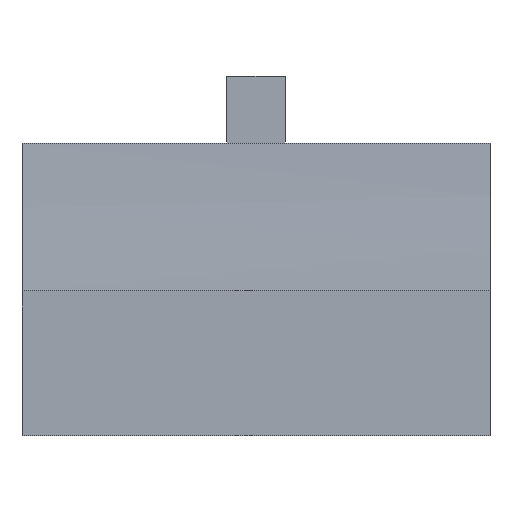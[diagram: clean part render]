
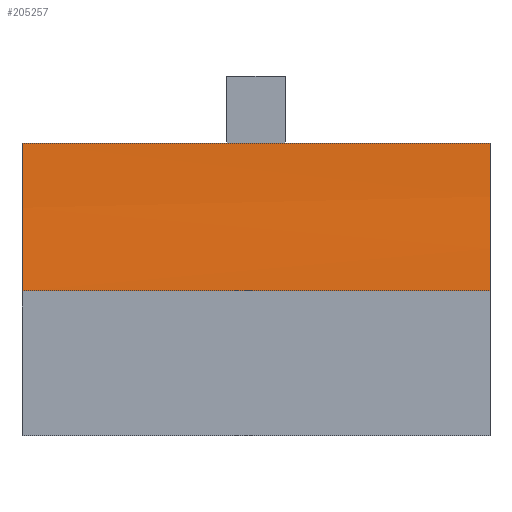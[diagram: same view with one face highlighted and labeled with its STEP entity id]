
A CAD part, front view. The second image highlights one B-rep face of the part: STEP entity #205257.
In plain terms, the highlighted free-form (B-spline) face has degree [3, 1] with [7, 2] control points.
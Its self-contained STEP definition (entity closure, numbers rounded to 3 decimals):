
#205127 = EDGE_CURVE('',#205128,#205130,#205132,.T.);
#205128 = VERTEX_POINT('',#205129);
#205129 = CARTESIAN_POINT('',(-258870.315,-2588.703,
    23298.328));
#205130 = VERTEX_POINT('',#205131);
#205131 = CARTESIAN_POINT('',(-258870.315,-15532.219,
    -140249.112));
#205132 = B_SPLINE_CURVE_WITH_KNOTS('',3,(#205133,#205134,#205135,
    #205136,#205137,#205138,#205139),.UNSPECIFIED.,.F.,.F.,(4,1,1,1,4),(
    0.,0.195,0.329,0.491,1.),.UNSPECIFIED.);
#205133 = CARTESIAN_POINT('',(-258870.315,-2588.703,
    23298.328));
#205134 = CARTESIAN_POINT('',(-258870.315,-2588.703,
    12608.952));
#205135 = CARTESIAN_POINT('',(-258870.315,-4203.539,
    -6363.278));
#205136 = CARTESIAN_POINT('',(-258870.315,-5424.686,
    -33035.693));
#205137 = CARTESIAN_POINT('',(-258870.315,-8315.977,
    -75999.572));
#205138 = CARTESIAN_POINT('',(-258870.315,-15532.219,
    -112280.283));
#205139 = CARTESIAN_POINT('',(-258870.315,-15532.219,
    -140249.112));
#205196 = EDGE_CURVE('',#205197,#205199,#205201,.T.);
#205197 = VERTEX_POINT('',#205198);
#205198 = CARTESIAN_POINT('',(258870.315,-15532.219,
    -140249.112));
#205199 = VERTEX_POINT('',#205200);
#205200 = CARTESIAN_POINT('',(258870.315,-2588.703,
    23298.328));
#205201 = B_SPLINE_CURVE_WITH_KNOTS('',3,(#205202,#205203,#205204,
    #205205,#205206,#205207,#205208),.UNSPECIFIED.,.F.,.F.,(4,1,1,1,4),(
    0.,0.509,0.671,0.805,1.),.UNSPECIFIED.);
#205202 = CARTESIAN_POINT('',(258870.315,-15532.219,
    -140249.112));
#205203 = CARTESIAN_POINT('',(258870.315,-15532.219,
    -112280.283));
#205204 = CARTESIAN_POINT('',(258870.315,-8315.977,
    -75999.572));
#205205 = CARTESIAN_POINT('',(258870.315,-5424.686,
    -33035.693));
#205206 = CARTESIAN_POINT('',(258870.315,-4203.539,
    -6363.278));
#205207 = CARTESIAN_POINT('',(258870.315,-2588.703,
    12608.952));
#205208 = CARTESIAN_POINT('',(258870.315,-2588.703,
    23298.328));
#205230 = EDGE_CURVE('',#205197,#205130,#205231,.T.);
#205231 = B_SPLINE_CURVE_WITH_KNOTS('',1,(#205232,#205233),
  .UNSPECIFIED.,.F.,.F.,(2,2),(1130696.555,1530696.555),
  .PIECEWISE_BEZIER_KNOTS.);
#205232 = CARTESIAN_POINT('',(258870.315,-15532.219,
    -140249.112));
#205233 = CARTESIAN_POINT('',(-258870.315,-15532.219,
    -140249.112));
#205246 = EDGE_CURVE('',#205128,#205199,#205247,.T.);
#205247 = B_SPLINE_CURVE_WITH_KNOTS('',1,(#205248,#205249),
  .UNSPECIFIED.,.F.,.F.,(2,2),(0.,400000.),.PIECEWISE_BEZIER_KNOTS.);
#205248 = CARTESIAN_POINT('',(-258870.315,-2588.703,
    23298.328));
#205249 = CARTESIAN_POINT('',(258870.315,-2588.703,
    23298.328));
#205257 = ADVANCED_FACE('',(#205258),#205264,.F.);
#205258 = FACE_BOUND('',#205259,.F.);
#205259 = EDGE_LOOP('',(#205260,#205261,#205262,#205263));
#205260 = ORIENTED_EDGE('',*,*,#205196,.F.);
#205261 = ORIENTED_EDGE('',*,*,#205230,.T.);
#205262 = ORIENTED_EDGE('',*,*,#205127,.F.);
#205263 = ORIENTED_EDGE('',*,*,#205246,.T.);
#205264 = B_SPLINE_SURFACE_WITH_KNOTS('',3,1,(
    (#205265,#205266)
    ,(#205267,#205268)
    ,(#205269,#205270)
    ,(#205271,#205272)
    ,(#205273,#205274)
    ,(#205275,#205276)
    ,(#205277,#205278
    )),.UNSPECIFIED.,.F.,.F.,.F.,(4,1,1,1,4),(2,2),(0.,0.195,
    0.329,0.491,1.),(0.,1.),.UNSPECIFIED.);
#205265 = CARTESIAN_POINT('',(258870.315,-2588.703,
    23298.328));
#205266 = CARTESIAN_POINT('',(-258870.315,-2588.703,
    23298.328));
#205267 = CARTESIAN_POINT('',(258870.315,-2588.703,
    12608.952));
#205268 = CARTESIAN_POINT('',(-258870.315,-2588.703,
    12608.952));
#205269 = CARTESIAN_POINT('',(258870.315,-4203.539,
    -6363.278));
#205270 = CARTESIAN_POINT('',(-258870.315,-4203.539,
    -6363.278));
#205271 = CARTESIAN_POINT('',(258870.315,-5424.686,
    -33035.693));
#205272 = CARTESIAN_POINT('',(-258870.315,-5424.686,
    -33035.693));
#205273 = CARTESIAN_POINT('',(258870.315,-8315.977,
    -75999.572));
#205274 = CARTESIAN_POINT('',(-258870.315,-8315.977,
    -75999.572));
#205275 = CARTESIAN_POINT('',(258870.315,-15532.219,
    -112280.283));
#205276 = CARTESIAN_POINT('',(-258870.315,-15532.219,
    -112280.283));
#205277 = CARTESIAN_POINT('',(258870.315,-15532.219,
    -140249.112));
#205278 = CARTESIAN_POINT('',(-258870.315,-15532.219,
    -140249.112));
